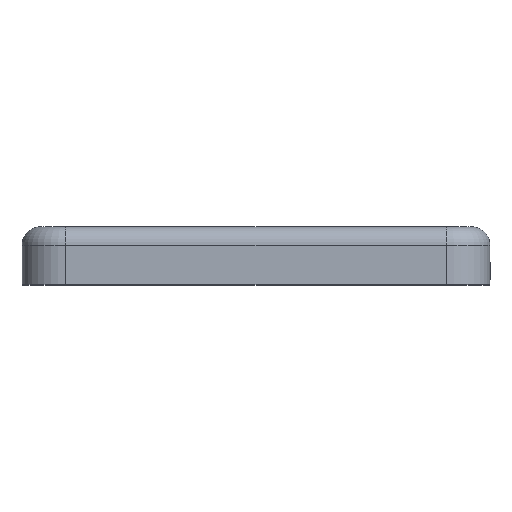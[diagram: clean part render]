
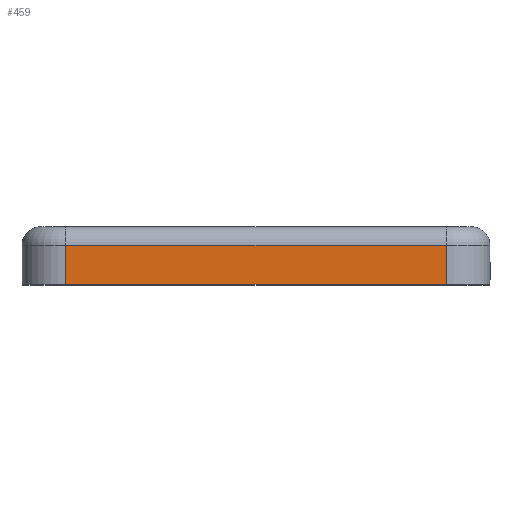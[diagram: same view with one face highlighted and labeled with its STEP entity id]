
A CAD part, top view. The second image highlights one B-rep face of the part: STEP entity #459.
In plain terms, the highlighted planar face has unit normal (0, 0, 1).
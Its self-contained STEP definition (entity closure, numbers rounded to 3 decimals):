
#20 = DIRECTION ( 'NONE',  ( 0., 0., 1. ) ) ;
#57 = VERTEX_POINT ( 'NONE', #1122 ) ;
#171 = FACE_OUTER_BOUND ( 'NONE', #821, .T. ) ;
#176 = VECTOR ( 'NONE', #1901, 1000. ) ;
#193 = DIRECTION ( 'NONE',  ( -1., 0., 0. ) ) ;
#213 = VECTOR ( 'NONE', #385, 1000. ) ;
#222 = CARTESIAN_POINT ( 'NONE',  ( 8.25, -2.3, 10.825 ) ) ;
#259 = ORIENTED_EDGE ( 'NONE', *, *, #1980, .F. ) ;
#261 = VERTEX_POINT ( 'NONE', #1339 ) ;
#265 = CARTESIAN_POINT ( 'NONE',  ( 8.25, 0.2, 10.825 ) ) ;
#273 = AXIS2_PLACEMENT_3D ( 'NONE', #1461, #20, #193 ) ;
#385 = DIRECTION ( 'NONE',  ( 0., -1., 0. ) ) ;
#459 = ADVANCED_FACE ( 'NONE', ( #171 ), #824, .T. ) ;
#507 = VECTOR ( 'NONE', #2007, 1000. ) ;
#541 = ORIENTED_EDGE ( 'NONE', *, *, #1614, .F. ) ;
#587 = ORIENTED_EDGE ( 'NONE', *, *, #1658, .T. ) ;
#652 = CARTESIAN_POINT ( 'NONE',  ( -8.25, -2.3, 10.825 ) ) ;
#821 = EDGE_LOOP ( 'NONE', ( #259, #541, #1244, #587 ) ) ;
#824 = PLANE ( 'NONE',  #273 ) ;
#875 = EDGE_CURVE ( 'NONE', #1471, #261, #1126, .T. ) ;
#950 = DIRECTION ( 'NONE',  ( -1., 0., 0. ) ) ;
#1122 = CARTESIAN_POINT ( 'NONE',  ( 8.25, -2.3, 10.825 ) ) ;
#1126 = LINE ( 'NONE', #1914, #1425 ) ;
#1244 = ORIENTED_EDGE ( 'NONE', *, *, #875, .T. ) ;
#1263 = LINE ( 'NONE', #1726, #176 ) ;
#1301 = VERTEX_POINT ( 'NONE', #652 ) ;
#1339 = CARTESIAN_POINT ( 'NONE',  ( -8.25, -0.6, 10.825 ) ) ;
#1425 = VECTOR ( 'NONE', #950, 1000. ) ;
#1461 = CARTESIAN_POINT ( 'NONE',  ( 8.25, 0.2, 10.825 ) ) ;
#1471 = VERTEX_POINT ( 'NONE', #1486 ) ;
#1486 = CARTESIAN_POINT ( 'NONE',  ( 8.25, -0.6, 10.825 ) ) ;
#1614 = EDGE_CURVE ( 'NONE', #1471, #57, #2008, .T. ) ;
#1658 = EDGE_CURVE ( 'NONE', #261, #1301, #1263, .T. ) ;
#1662 = LINE ( 'NONE', #222, #507 ) ;
#1726 = CARTESIAN_POINT ( 'NONE',  ( -8.25, 0.2, 10.825 ) ) ;
#1901 = DIRECTION ( 'NONE',  ( 0., -1., 0. ) ) ;
#1914 = CARTESIAN_POINT ( 'NONE',  ( 8.25, -0.6, 10.825 ) ) ;
#1980 = EDGE_CURVE ( 'NONE', #57, #1301, #1662, .T. ) ;
#2007 = DIRECTION ( 'NONE',  ( -1., 0., 0. ) ) ;
#2008 = LINE ( 'NONE', #265, #213 ) ;
